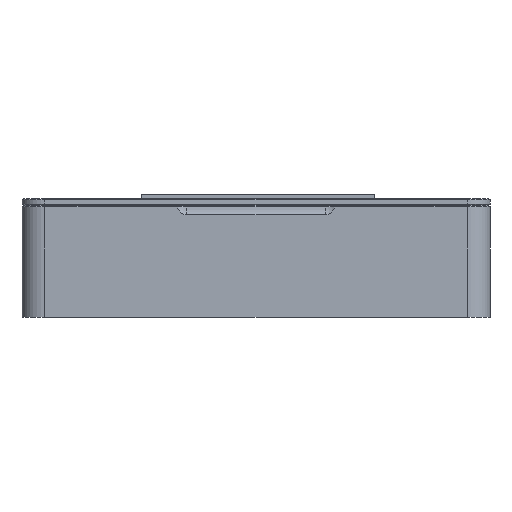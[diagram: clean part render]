
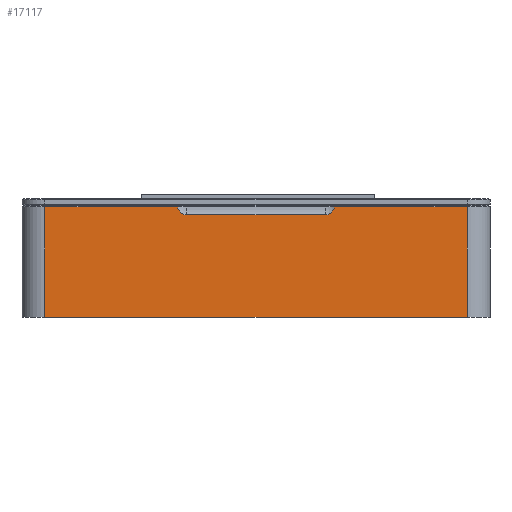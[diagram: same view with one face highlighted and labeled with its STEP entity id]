
A CAD part, left-side view. The second image highlights one B-rep face of the part: STEP entity #17117.
In plain terms, the highlighted planar face has unit normal (-1, 0, 0).
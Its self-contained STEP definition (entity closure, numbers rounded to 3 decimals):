
#902=CIRCLE('',#18330,2.713);
#904=CIRCLE('',#18334,2.713);
#1784=FACE_OUTER_BOUND('',#2945,.T.);
#2945=EDGE_LOOP('',(#14994,#14995,#14996,#14997,#14998,#14999,#15000,#15001));
#4714=LINE('',#27274,#6632);
#4730=LINE('',#27338,#6648);
#4733=LINE('',#27353,#6651);
#4735=LINE('',#27361,#6653);
#4784=LINE('',#27559,#6702);
#4785=LINE('',#27560,#6703);
#6632=VECTOR('',#22299,10.);
#6648=VECTOR('',#22357,10.);
#6651=VECTOR('',#22378,10.);
#6653=VECTOR('',#22388,10.);
#6702=VECTOR('',#22627,10.);
#6703=VECTOR('',#22628,10.);
#8221=VERTEX_POINT('',#27272);
#8222=VERTEX_POINT('',#27273);
#8236=VERTEX_POINT('',#27333);
#8237=VERTEX_POINT('',#27337);
#8239=VERTEX_POINT('',#27347);
#8240=VERTEX_POINT('',#27351);
#8242=VERTEX_POINT('',#27359);
#8296=VERTEX_POINT('',#27558);
#10416=EDGE_CURVE('',#8221,#8222,#4714,.T.);
#10444=EDGE_CURVE('',#8236,#8237,#4730,.T.);
#10450=EDGE_CURVE('',#8239,#8221,#902,.T.);
#10452=EDGE_CURVE('',#8240,#8239,#4733,.T.);
#10453=EDGE_CURVE('',#8237,#8240,#904,.T.);
#10456=EDGE_CURVE('',#8242,#8236,#4735,.T.);
#10552=EDGE_CURVE('',#8296,#8242,#4784,.T.);
#10553=EDGE_CURVE('',#8296,#8222,#4785,.T.);
#14994=ORIENTED_EDGE('',*,*,#10416,.F.);
#14995=ORIENTED_EDGE('',*,*,#10450,.F.);
#14996=ORIENTED_EDGE('',*,*,#10452,.F.);
#14997=ORIENTED_EDGE('',*,*,#10453,.F.);
#14998=ORIENTED_EDGE('',*,*,#10444,.F.);
#14999=ORIENTED_EDGE('',*,*,#10456,.F.);
#15000=ORIENTED_EDGE('',*,*,#10552,.F.);
#15001=ORIENTED_EDGE('',*,*,#10553,.T.);
#16293=PLANE('',#18431);
#17117=ADVANCED_FACE('',(#1784),#16293,.T.);
#18330=AXIS2_PLACEMENT_3D('',#27349,#22372,#22373);
#18334=AXIS2_PLACEMENT_3D('',#27355,#22381,#22382);
#18431=AXIS2_PLACEMENT_3D('',#27557,#22625,#22626);
#22299=DIRECTION('',(0.,-1.,0.));
#22357=DIRECTION('',(0.,-1.,0.));
#22372=DIRECTION('center_axis',(-1.,0.,0.));
#22373=DIRECTION('ref_axis',(0.,0.,-1.));
#22378=DIRECTION('',(0.,-1.,0.));
#22381=DIRECTION('center_axis',(-1.,0.,0.));
#22382=DIRECTION('ref_axis',(0.,0.,-1.));
#22388=DIRECTION('',(0.,0.,1.));
#22625=DIRECTION('center_axis',(-1.,0.,0.));
#22626=DIRECTION('ref_axis',(0.,-1.,0.));
#22627=DIRECTION('',(0.,1.,0.));
#22628=DIRECTION('',(0.,0.,1.));
#27272=CARTESIAN_POINT('',(-6.6,38.277,31.9));
#27273=CARTESIAN_POINT('',(-6.6,0.,31.9));
#27274=CARTESIAN_POINT('',(-6.6,91.44,31.9));
#27333=CARTESIAN_POINT('',(-6.6,121.92,31.9));
#27337=CARTESIAN_POINT('',(-6.6,83.643,31.9));
#27338=CARTESIAN_POINT('',(-6.6,91.44,31.9));
#27347=CARTESIAN_POINT('',(-6.6,40.96,29.587));
#27349=CARTESIAN_POINT('Origin',(-6.6,40.96,32.3));
#27351=CARTESIAN_POINT('',(-6.6,80.96,29.587));
#27353=CARTESIAN_POINT('',(-6.6,60.96,29.587));
#27355=CARTESIAN_POINT('Origin',(-6.6,80.96,32.3));
#27359=CARTESIAN_POINT('',(-6.6,121.92,0.));
#27361=CARTESIAN_POINT('',(-6.6,121.92,0.));
#27557=CARTESIAN_POINT('Origin',(-6.6,121.92,0.));
#27558=CARTESIAN_POINT('',(-6.6,0.,0.));
#27559=CARTESIAN_POINT('',(-6.6,0.,0.));
#27560=CARTESIAN_POINT('',(-6.6,0.,0.));
